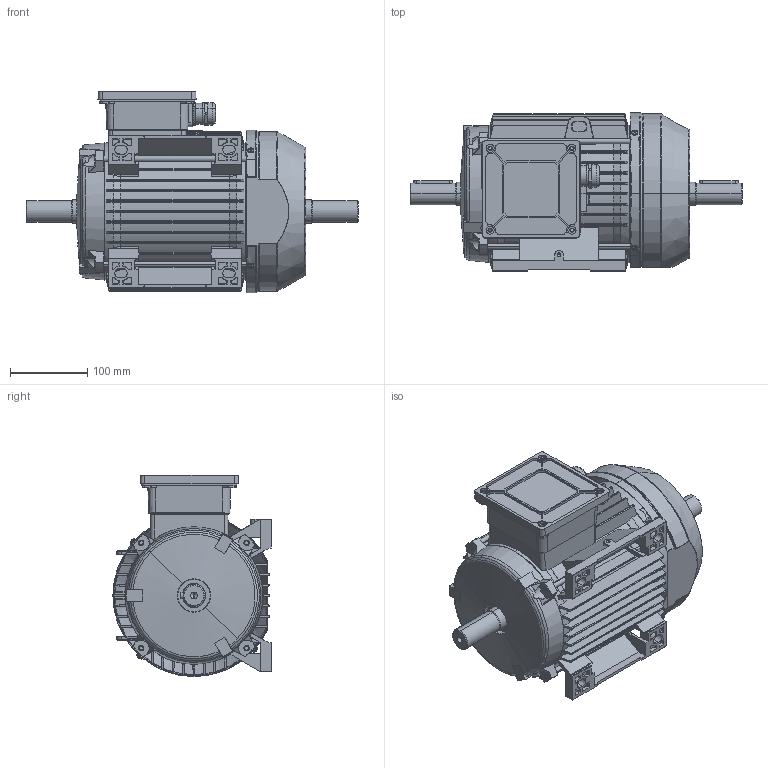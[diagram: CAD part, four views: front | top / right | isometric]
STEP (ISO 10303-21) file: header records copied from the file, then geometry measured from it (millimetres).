
FILE_DESCRIPTION (( 'STEP AP214' ), '1' );
FILE_NAME ('CA100L-B3-IC411-2-4-6-8 POLES-TB RIGHT-DOUBLE SHAFT.STEP', '2024-09-20T09:46:38', ( '' ), ( '' ), 'SwSTEP 2.0', 'SolidWorks 2024', '' );
FILE_SCHEMA (( 'AUTOMOTIVE_DESIGN' ));
Length unit declared in the file: millimetre
Products named in the file (17): CA100L-B3-IC411-2-4-6-8 POLES-TB RIGHT-DOUBLE SHAFT; Tirante M7x208; pan head cross recess screw_iso_ISO 7045 - M4 x 10 - Z --- 10N; Coprimorsettiera tipo 100_Passante doppio; Scudo C100-112T anteriore; Albero C100L - Autoventilato; Scudo C100-112T posteriore; Coperchio scatola morsetti tipo 100; Guarnizione scatola-coperchio tipo 100; GRUPPO COPRIMORSETTIERA 100L; Carcassa 100L-B3 M-Lat; Copriventola tipo 100; Guarnizione scatola-motore tipo 100; parallel_din_Parallel key A8 x 7 x 50 DIN 6885; Tappo M25; PRESSACAVO M25; Targhetta motore_LAMIERA ALLUMINIO
Assembly tree (24 placements, depth 3):
  CA100L-B3-IC411-2-4-6-8 POLES-TB RIGHT-DOUBLE SHAFT
    Albero C100L - Autoventilato  x2
    Scudo C100-112T anteriore
    Scudo C100-112T posteriore
    Targhetta motore_LAMIERA ALLUMINIO
    Copriventola tipo 100
    pan head cross recess screw_iso_ISO 7045 - M4 x 10 - Z --- 10N  x4
    parallel_din_Parallel key A8 x 7 x 50 DIN 6885  x2
    Tirante M7x208  x4
    Carcassa 100L-B3 M-Lat
    GRUPPO COPRIMORSETTIERA 100L
      Coprimorsettiera tipo 100_Passante doppio
      Coperchio scatola morsetti tipo 100
      Guarnizione scatola-coperchio tipo 100
      PRESSACAVO M25
      Tappo M25
      Guarnizione scatola-motore tipo 100
Bounding box: 430 x 205 x 260.5 mm (x, y, z)
Volume: 2184037.7 mm3; surface area: 1008352.7 mm2
Topology: 23 solids, 24 shells, 4443 faces, 11873 edges, 7580 vertices
Faces by surface type: plane 2003, cylinder 818, cone 631, bspline 533, torus 430, sphere 28
Entity records: 156458 total; most frequent: CARTESIAN_POINT 55029, ORIENTED_EDGE 22778, DIRECTION 18729, EDGE_CURVE 11389, VERTEX_POINT 7294, AXIS2_PLACEMENT_3D 6787, VECTOR 5155, LINE 5155
